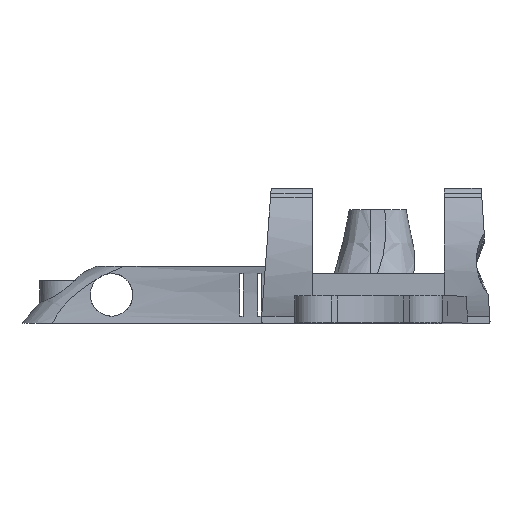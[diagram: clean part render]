
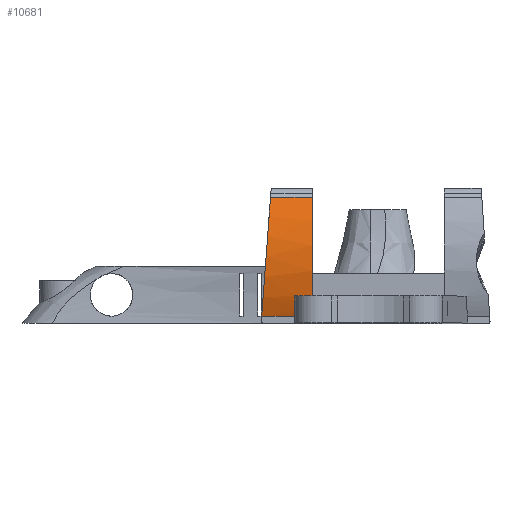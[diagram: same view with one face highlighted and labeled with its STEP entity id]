
A CAD part, top view. The second image highlights one B-rep face of the part: STEP entity #10681.
In plain terms, the highlighted cylindrical face has radius 20.5 mm (diameter 41 mm), a partial arc.
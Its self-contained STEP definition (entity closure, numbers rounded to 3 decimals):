
#2591 = EDGE_CURVE('',#2592,#2594,#2596,.T.);
#2592 = VERTEX_POINT('',#2593);
#2593 = CARTESIAN_POINT('',(-290.846,19.951,19.));
#2594 = VERTEX_POINT('',#2595);
#2595 = CARTESIAN_POINT('',(-285.642,19.951,19.));
#2596 = LINE('',#2597,#2598);
#2597 = CARTESIAN_POINT('',(-292.,19.951,19.));
#2598 = VECTOR('',#2599,1.);
#2599 = DIRECTION('',(1.,0.,0.));
#2657 = VERTEX_POINT('',#2658);
#2658 = CARTESIAN_POINT('',(-285.672,22.8,19.918));
#2664 = EDGE_CURVE('',#2594,#2657,#2665,.T.);
#2665 = ELLIPSE('',#2666,20.511,20.5);
#2666 = AXIS2_PLACEMENT_3D('',#2667,#2668,#2669);
#2667 = CARTESIAN_POINT('',(-285.016,27.648,0.));
#2668 = DIRECTION('',(-0.999,0.,-0.033));
#2669 = DIRECTION('',(-0.033,0.,0.999));
#10432 = EDGE_CURVE('',#2592,#10433,#10435,.T.);
#10433 = VERTEX_POINT('',#10434);
#10434 = CARTESIAN_POINT('',(-289.597,36.717,
    18.385));
#10435 = ELLIPSE('',#10436,20.557,20.5);
#10436 = AXIS2_PLACEMENT_3D('',#10437,#10438,#10439);
#10437 = CARTESIAN_POINT('',(-290.273,27.648,0.)
  );
#10438 = DIRECTION('',(-0.997,0.074,0.));
#10439 = DIRECTION('',(-0.074,-0.997,0.));
#10681 = ADVANCED_FACE('',(#10682),#10720,.T.);
#10682 = FACE_BOUND('',#10683,.T.);
#10683 = EDGE_LOOP('',(#10684,#10685,#10686,#10687,#10695,#10705,#10714)
  );
#10684 = ORIENTED_EDGE('',*,*,#10432,.F.);
#10685 = ORIENTED_EDGE('',*,*,#2591,.T.);
#10686 = ORIENTED_EDGE('',*,*,#2664,.T.);
#10687 = ORIENTED_EDGE('',*,*,#10688,.F.);
#10688 = EDGE_CURVE('',#10689,#2657,#10691,.T.);
#10689 = VERTEX_POINT('',#10690);
#10690 = CARTESIAN_POINT('',(-283.698,22.8,19.918));
#10691 = LINE('',#10692,#10693);
#10692 = CARTESIAN_POINT('',(-292.,22.8,19.918));
#10693 = VECTOR('',#10694,1.);
#10694 = DIRECTION('',(-1.,0.,0.));
#10695 = ORIENTED_EDGE('',*,*,#10696,.F.);
#10696 = EDGE_CURVE('',#10697,#10689,#10699,.T.);
#10697 = VERTEX_POINT('',#10698);
#10698 = CARTESIAN_POINT('',(-283.702,22.837,
    19.927));
#10699 = B_SPLINE_CURVE_WITH_KNOTS('',4,(#10700,#10701,#10702,#10703,
    #10704),.UNSPECIFIED.,.F.,.F.,(5,5),(0.,1.),
  .PIECEWISE_BEZIER_KNOTS.);
#10700 = CARTESIAN_POINT('',(-283.702,22.837,
    19.927));
#10701 = CARTESIAN_POINT('',(-283.702,22.827,
    19.925));
#10702 = CARTESIAN_POINT('',(-283.701,22.818,
    19.923));
#10703 = CARTESIAN_POINT('',(-283.7,22.809,
    19.921));
#10704 = CARTESIAN_POINT('',(-283.698,22.8,19.918));
#10705 = ORIENTED_EDGE('',*,*,#10706,.T.);
#10706 = EDGE_CURVE('',#10697,#10707,#10709,.T.);
#10707 = VERTEX_POINT('',#10708);
#10708 = CARTESIAN_POINT('',(-283.702,36.717,
    18.385));
#10709 = CIRCLE('',#10710,20.5);
#10710 = AXIS2_PLACEMENT_3D('',#10711,#10712,#10713);
#10711 = CARTESIAN_POINT('',(-283.702,27.648,0.));
#10712 = DIRECTION('',(-1.,0.,0.));
#10713 = DIRECTION('',(0.,0.,1.));
#10714 = ORIENTED_EDGE('',*,*,#10715,.F.);
#10715 = EDGE_CURVE('',#10433,#10707,#10716,.T.);
#10716 = LINE('',#10717,#10718);
#10717 = CARTESIAN_POINT('',(-292.,36.717,18.385));
#10718 = VECTOR('',#10719,1.);
#10719 = DIRECTION('',(1.,0.,0.));
#10720 = CYLINDRICAL_SURFACE('',#10721,20.5);
#10721 = AXIS2_PLACEMENT_3D('',#10722,#10723,#10724);
#10722 = CARTESIAN_POINT('',(-292.,27.648,0.));
#10723 = DIRECTION('',(-1.,0.,0.));
#10724 = DIRECTION('',(0.,0.,1.));
